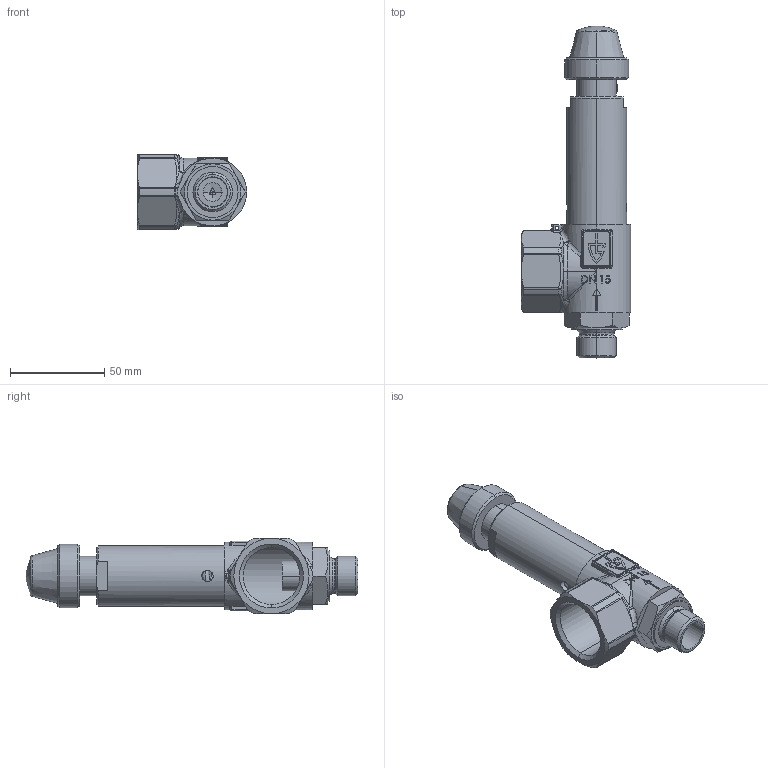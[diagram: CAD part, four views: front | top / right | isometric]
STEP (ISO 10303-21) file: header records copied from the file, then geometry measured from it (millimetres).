
FILE_DESCRIPTION (( 'STEP AP214' ), '1' );
FILE_NAME ('451bXK_15_MF_1525 HD.STEP', '2019-08-23T07:46:47', ( '' ), ( '' ), 'SwSTEP 2.0', 'SolidWorks 2018', '' );
FILE_SCHEMA (( 'AUTOMOTIVE_DESIGN' ));
Length unit declared in the file: millimetre
Products named in the file (1): 451bXK_15_MF_1525 HD
Bounding box: 58 x 176.5 x 40 mm (x, y, z)
Surface area: 35440.5 mm2 (no closed solid volume)
Topology: 0 solids, 7 shells, 479 faces, 1381 edges, 878 vertices
Faces by surface type: plane 136, cylinder 127, bspline 119, cone 43, torus 38, sphere 16
Entity records: 27773 total; most frequent: CARTESIAN_POINT 11062, ORIENTED_EDGE 2481, DIRECTION 2140, EDGE_CURVE 1373, VERTEX_POINT 878, AXIS2_PLACEMENT_3D 827, EDGE_LOOP 511, LINE 486
